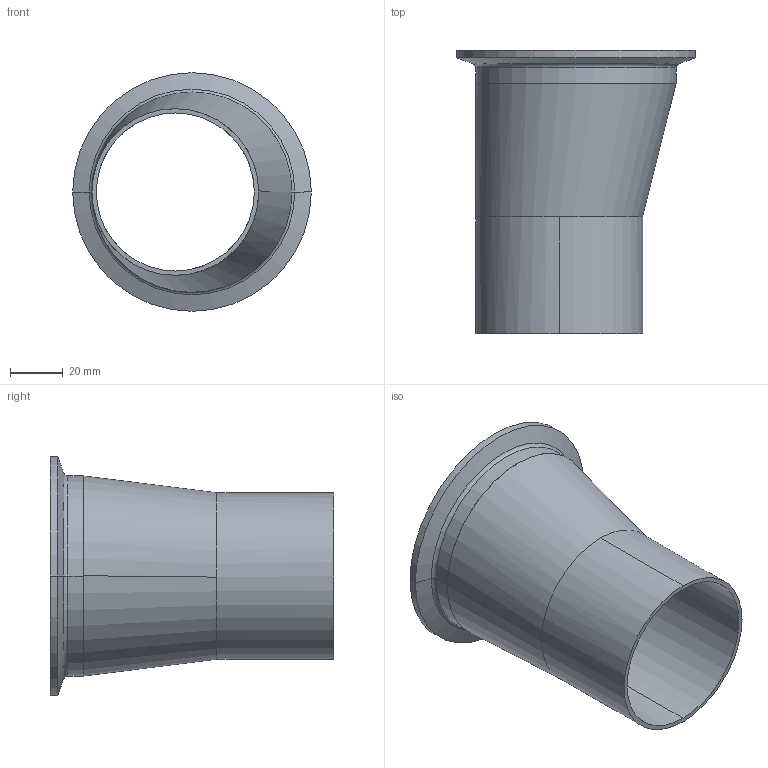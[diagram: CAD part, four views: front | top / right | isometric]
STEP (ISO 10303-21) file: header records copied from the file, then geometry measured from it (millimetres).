
FILE_DESCRIPTION (( 'STEP AP214' ), '1' );
FILE_NAME ('DT26E 76.2x63.5 B.STEP', '2014-03-19T01:49:47', ( '' ), ( '' ), 'SwSTEP 2.0', 'SolidWorks 2013', '' );
FILE_SCHEMA (( 'AUTOMOTIVE_DESIGN' ));
Length unit declared in the file: inch
Products named in the file (3): DT26E 76.2x63.5; DT26E 76.2x63.5 B; 26E 76.2
Assembly tree (2 placements, depth 2):
  DT26E 76.2x63.5 B
    DT26E 76.2x63.5
    26E 76.2
Bounding box: 90.91 x 108 x 90.91 mm (x, y, z)
Volume: 44264.2 mm3; surface area: 50491.2 mm2
Topology: 2 solids, 2 shells, 35 faces, 74 edges, 44 vertices
Faces by surface type: cylinder 10, torus 10, cone 6, plane 5, bspline 4
Entity records: 1722 total; most frequent: CARTESIAN_POINT 814, DIRECTION 196, ORIENTED_EDGE 148, AXIS2_PLACEMENT_3D 90, EDGE_CURVE 74, CIRCLE 54, VERTEX_POINT 44, EDGE_LOOP 40
